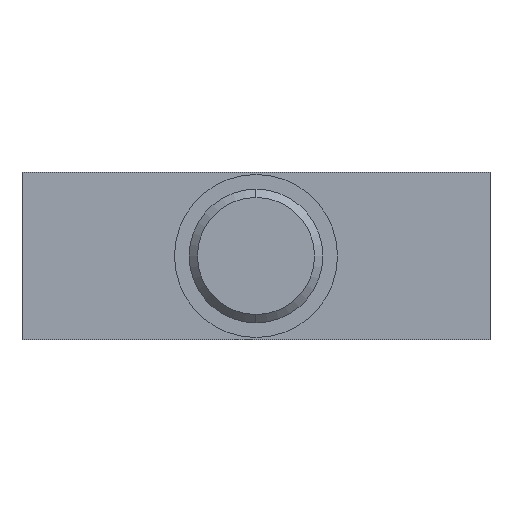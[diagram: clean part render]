
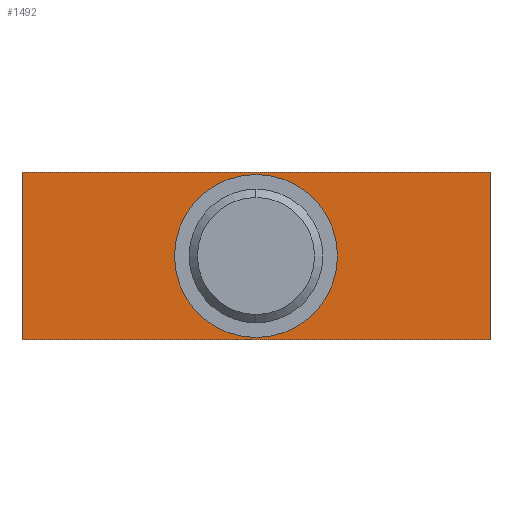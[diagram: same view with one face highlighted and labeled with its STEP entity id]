
A CAD part, left-side view. The second image highlights one B-rep face of the part: STEP entity #1492.
In plain terms, the highlighted planar face has unit normal (-1, 0, 0).
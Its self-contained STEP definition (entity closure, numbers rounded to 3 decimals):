
#40 = CIRCLE ( 'NONE', #1740, 9.75 ) ;
#86 = DIRECTION ( 'NONE',  ( -1., 0., 0. ) ) ;
#117 = DIRECTION ( 'NONE',  ( 0., 1., 0. ) ) ;
#361 = CARTESIAN_POINT ( 'NONE',  ( -29.5, 0., 0. ) ) ;
#472 = EDGE_LOOP ( 'NONE', ( #778, #799 ) ) ;
#646 = EDGE_LOOP ( 'NONE', ( #775, #780, #779, #781 ) ) ;
#775 = ORIENTED_EDGE ( 'NONE', *, *, #1729, .T. ) ;
#778 = ORIENTED_EDGE ( 'NONE', *, *, #1605, .F. ) ;
#779 = ORIENTED_EDGE ( 'NONE', *, *, #1824, .F. ) ;
#780 = ORIENTED_EDGE ( 'NONE', *, *, #1724, .F. ) ;
#781 = ORIENTED_EDGE ( 'NONE', *, *, #1695, .T. ) ;
#799 = ORIENTED_EDGE ( 'NONE', *, *, #1667, .F. ) ;
#892 = FACE_BOUND ( 'NONE', #472, .T. ) ;
#902 = FACE_OUTER_BOUND ( 'NONE', #646, .T. ) ;
#1032 = CARTESIAN_POINT ( 'NONE',  ( -29.5, 0., 0. ) ) ;
#1081 = DIRECTION ( 'NONE',  ( -1., 0., 0. ) ) ;
#1094 = CARTESIAN_POINT ( 'NONE',  ( -29.5, -28., -10. ) ) ;
#1095 = CARTESIAN_POINT ( 'NONE',  ( -29.5, 28., 10. ) ) ;
#1098 = DIRECTION ( 'NONE',  ( 0., 1., 0. ) ) ;
#1196 = DIRECTION ( 'NONE',  ( 0., -1., 0. ) ) ;
#1200 = DIRECTION ( 'NONE',  ( 0., -1., 0. ) ) ;
#1201 = CARTESIAN_POINT ( 'NONE',  ( -29.5, 28., 10. ) ) ;
#1205 = CARTESIAN_POINT ( 'NONE',  ( -29.5, 28., -10. ) ) ;
#1206 = CARTESIAN_POINT ( 'NONE',  ( -29.5, -28., 10. ) ) ;
#1213 = CARTESIAN_POINT ( 'NONE',  ( -29.5, 0., -9.75 ) ) ;
#1221 = CARTESIAN_POINT ( 'NONE',  ( -29.5, 0., 9.75 ) ) ;
#1306 = CARTESIAN_POINT ( 'NONE',  ( -29.5, -28., 10. ) ) ;
#1323 = DIRECTION ( 'NONE',  ( 0., 0., -1. ) ) ;
#1378 = CARTESIAN_POINT ( 'NONE',  ( -29.5, 28., -10. ) ) ;
#1408 = DIRECTION ( 'NONE',  ( 0., 0., -1. ) ) ;
#1413 = CARTESIAN_POINT ( 'NONE',  ( -29.5, 28., 10. ) ) ;
#1492 = ADVANCED_FACE ( 'NONE', ( #902, #892 ), #1901, .F. ) ;
#1508 = VECTOR ( 'NONE', #1408, 1000. ) ;
#1555 = CIRCLE ( 'NONE', #1840, 9.75 ) ;
#1573 = LINE ( 'NONE', #1413, #1508 ) ;
#1605 = EDGE_CURVE ( 'NONE', #1963, #1969, #40, .T. ) ;
#1619 = AXIS2_PLACEMENT_3D ( 'NONE', #2067, #2083, #2084 ) ;
#1667 = EDGE_CURVE ( 'NONE', #1969, #1963, #1555, .T. ) ;
#1695 = EDGE_CURVE ( 'NONE', #2024, #1967, #1573, .T. ) ;
#1724 = EDGE_CURVE ( 'NONE', #1966, #2025, #2155, .T. ) ;
#1729 = EDGE_CURVE ( 'NONE', #1967, #2025, #2159, .T. ) ;
#1740 = AXIS2_PLACEMENT_3D ( 'NONE', #361, #86, #117 ) ;
#1824 = EDGE_CURVE ( 'NONE', #2024, #1966, #2194, .T. ) ;
#1840 = AXIS2_PLACEMENT_3D ( 'NONE', #1032, #1081, #1098 ) ;
#1901 = PLANE ( 'NONE',  #1619 ) ;
#1963 = VERTEX_POINT ( 'NONE', #1213 ) ;
#1966 = VERTEX_POINT ( 'NONE', #1206 ) ;
#1967 = VERTEX_POINT ( 'NONE', #1205 ) ;
#1969 = VERTEX_POINT ( 'NONE', #1221 ) ;
#2024 = VERTEX_POINT ( 'NONE', #1095 ) ;
#2025 = VERTEX_POINT ( 'NONE', #1094 ) ;
#2067 = CARTESIAN_POINT ( 'NONE',  ( -29.5, 28., 10. ) ) ;
#2083 = DIRECTION ( 'NONE',  ( 1., 0., 0. ) ) ;
#2084 = DIRECTION ( 'NONE',  ( 0., 1., 0. ) ) ;
#2155 = LINE ( 'NONE', #1306, #2156 ) ;
#2156 = VECTOR ( 'NONE', #1323, 1000. ) ;
#2157 = VECTOR ( 'NONE', #1196, 1000. ) ;
#2159 = LINE ( 'NONE', #1378, #2157 ) ;
#2194 = LINE ( 'NONE', #1201, #2195 ) ;
#2195 = VECTOR ( 'NONE', #1200, 1000. ) ;
